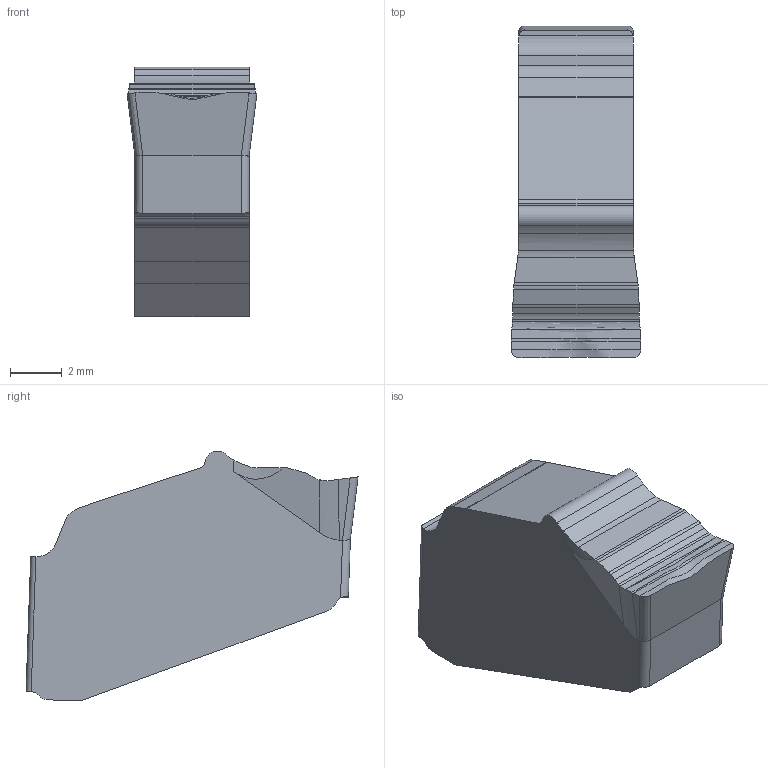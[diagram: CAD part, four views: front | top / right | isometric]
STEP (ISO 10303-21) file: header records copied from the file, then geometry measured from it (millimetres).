
FILE_DESCRIPTION((''),'2;1');
FILE_NAME('GW1M0500H030N-GS','2021-03-01T11:07:31',('tlyad09'),('PTC Japan'),'CREO PARAMETRIC BY PTC INC, 2018500','CREO PARAMETRIC BY PTC INC, 2018500','');
FILE_SCHEMA(('AUTOMOTIVE_DESIGN { 1 0 10303 214 1 1 1 1 }'));
Length unit declared in the file: millimetre
Products named in the file (1): GW1M0500H030N-GS
Bounding box: 5 x 12.8 x 9.63 mm (x, y, z)
Volume: 365 mm3; surface area: 331.2 mm2
Topology: 1 solids, 1 shells, 68 faces, 237 edges, 169 vertices
Faces by surface type: plane 25, cylinder 19, bspline 18, extrusion 6
Entity records: 5621 total; most frequent: CARTESIAN_POINT 2187, ORIENTED_EDGE 362, PRESENTATION_STYLE_ASSIGNMENT 312, DIRECTION 307, STYLED_ITEM 244, CURVE_STYLE 243, EDGE_CURVE 181, FILL_AREA_STYLE_COLOUR 137
